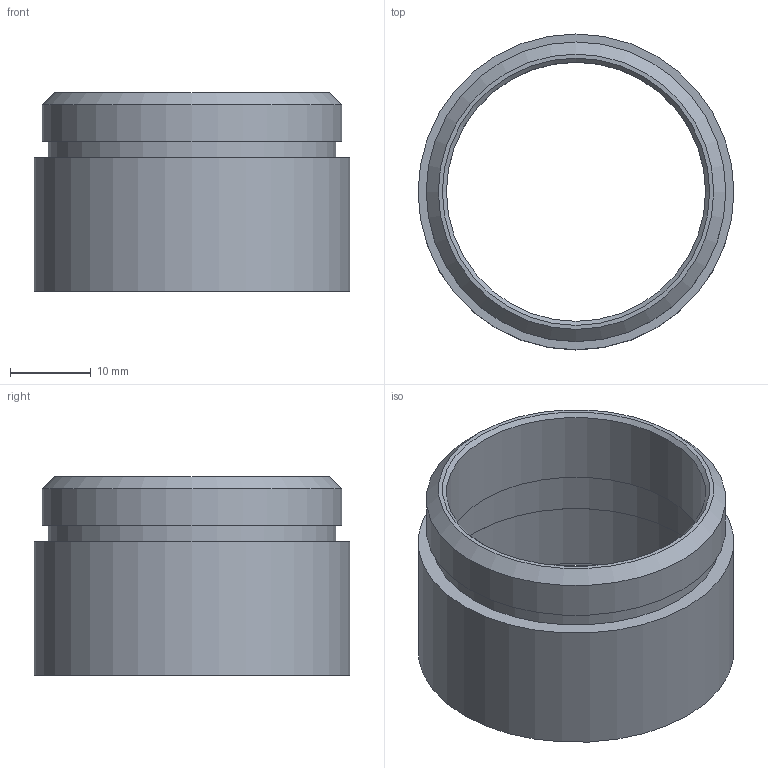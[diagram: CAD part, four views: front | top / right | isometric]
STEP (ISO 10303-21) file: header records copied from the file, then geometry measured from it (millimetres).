
FILE_DESCRIPTION(/* description */ (''),/* implementation_level */ '2;1');
FILE_NAME(/* name */ 'n 16 029 0010nxc001-04.stp',/* time_stamp */ '2019-07-25T10:28:23+02:00',/* author */ (''),/* organization */ (''),/* preprocessor_version */ 'ST-DEVELOPER v16.7',/* originating_system */ 'SIEMENS PLM Software NX 12.0',/* authorisation */ '');
FILE_SCHEMA (('AUTOMOTIVE_DESIGN { 1 0 10303 214 3 1 1 1 }'));
Length unit declared in the file: millimetre
Products named in the file (1): n 16 029 0010nxc001-04
Bounding box: 39 x 39 x 24.5 mm (x, y, z)
Volume: 5457.2 mm3; surface area: 6342.9 mm2
Topology: 1 solids, 1 shells, 15 faces, 29 edges, 19 vertices
Faces by surface type: cylinder 6, plane 5, cone 4
Full cylindrical faces by diameter (mm): 32 x1, 35.48 x1, 35.5 x1, 35.55 x1, 37 x1, 39 x1
Entity records: 332 total; most frequent: DIRECTION 62, CARTESIAN_POINT 46, AXIS2_PLACEMENT_3D 31, FACE_BOUND 30, EDGE_LOOP 30, ORIENTED_EDGE 30, ADVANCED_FACE 15, VERTEX_POINT 15
